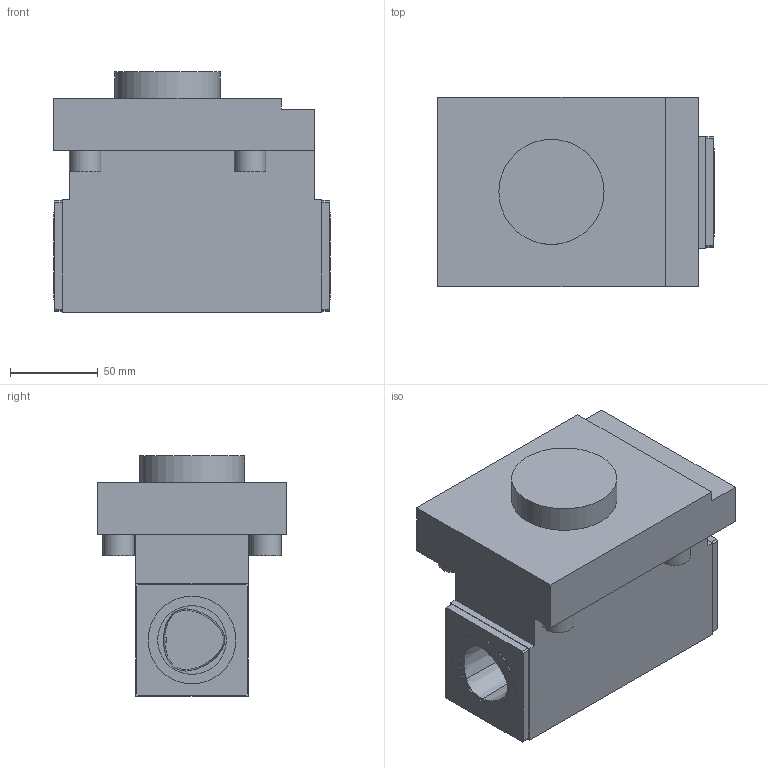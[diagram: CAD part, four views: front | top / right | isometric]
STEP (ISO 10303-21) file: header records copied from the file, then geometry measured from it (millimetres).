
FILE_DESCRIPTION(/* description */ (''),/* implementation_level */ '2;1');
FILE_NAME(/* name */ '1577082788479.stp',/* time_stamp */ '2019-12-23T12:03:17+06:00',/* author */ (''),/* organization */ ('SMS'),/* preprocessor_version */ 'ST-DEVELOPER v16.7',/* originating_system */ 'SIEMENS PLM Software NX 12.0',/* authorisation */ '');
FILE_SCHEMA (('AUTOMOTIVE_DESIGN { 1 0 10303 214 3 1 1 1 }'));
Length unit declared in the file: millimetre
Products named in the file (1): 200837250mod000_02
Bounding box: 158 x 108 x 137 mm (x, y, z)
Volume: 1363588.3 mm3; surface area: 101383.6 mm2
Topology: 1 solids, 1 shells, 70 faces, 165 edges, 116 vertices
Faces by surface type: plane 47, cone 12, cylinder 11
Full cylindrical faces by diameter (mm): 3 x2, 18 x4, 39.2 x2, 50.013 x2, 60 x1
Entity records: 2104 total; most frequent: CARTESIAN_POINT 447, DIRECTION 340, ORIENTED_EDGE 296, EDGE_CURVE 148, AXIS2_PLACEMENT_3D 119, VERTEX_POINT 106, LINE 102, VECTOR 102
